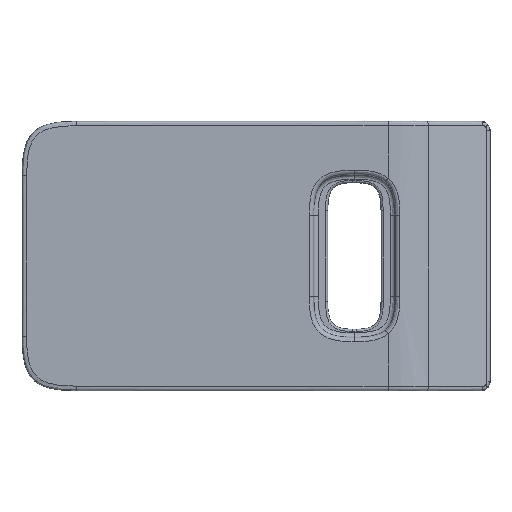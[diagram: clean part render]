
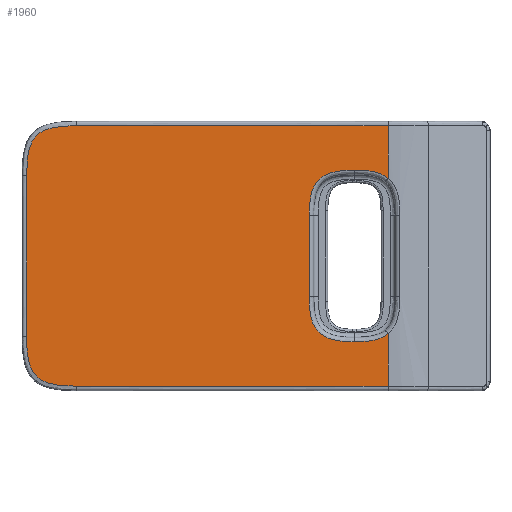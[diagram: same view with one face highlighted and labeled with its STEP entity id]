
A CAD part, top view. The second image highlights one B-rep face of the part: STEP entity #1960.
In plain terms, the highlighted planar face has unit normal (0, 0, 1).
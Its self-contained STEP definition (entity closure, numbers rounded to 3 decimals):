
#38=PLANE('',#2095);
#88=LINE('',#8129,#141);
#90=LINE('',#8146,#143);
#92=LINE('',#8238,#145);
#141=VECTOR('',#2348,10.);
#143=VECTOR('',#2350,10.);
#145=VECTOR('',#2364,10.);
#302=FACE_OUTER_BOUND('',#434,.T.);
#434=EDGE_LOOP('',(#1731,#1732,#1733,#1734,#1735,#1736,#1737,#1738,#1739,
#1740,#1741,#1742));
#649=B_SPLINE_CURVE_WITH_KNOTS('',3,(#7694,#7695,#7696,#7697),
 .UNSPECIFIED.,.F.,.F.,(4,4),(-4.604,-1.156),
 .UNSPECIFIED.);
#652=B_SPLINE_CURVE_WITH_KNOTS('',3,(#7802,#7803,#7804,#7805,#7806,#7807,
#7808,#7809,#7810,#7811,#7812,#7813,#7814),.UNSPECIFIED.,.F.,.F.,(4,1,1,
1,1,1,1,1,1,1,4),(-5.532,-5.4,-5.267,
-5.201,-5.168,-5.134,-5.068,
-5.002,-4.869,-4.736,-4.604),
 .UNSPECIFIED.);
#655=B_SPLINE_CURVE_WITH_KNOTS('',3,(#7865,#7866,#7867,#7868),
 .UNSPECIFIED.,.F.,.F.,(4,4),(-7.312,-5.532),
 .UNSPECIFIED.);
#658=B_SPLINE_CURVE_WITH_KNOTS('',3,(#7973,#7974,#7975,#7976,#7977,#7978,
#7979,#7980,#7981,#7982,#7983,#7984,#7985),.UNSPECIFIED.,.F.,.F.,(4,1,1,
1,1,1,1,1,1,1,4),(-8.241,-8.109,-7.976,
-7.909,-7.876,-7.843,-7.777,
-7.71,-7.578,-7.445,-7.312),
 .UNSPECIFIED.);
#661=B_SPLINE_CURVE_WITH_KNOTS('',3,(#8036,#8037,#8038,#8039),
 .UNSPECIFIED.,.F.,.F.,(4,4),(-11.689,-8.241),
 .UNSPECIFIED.);
#675=B_SPLINE_CURVE_WITH_KNOTS('',3,(#8296,#8297,#8298,#8299,#8300,#8301,
#8302,#8303,#8304),.UNSPECIFIED.,.F.,.F.,(4,1,1,1,1,1,4),(0.,0.119,
0.238,0.358,0.477,0.715,
0.835),.UNSPECIFIED.);
#677=B_SPLINE_CURVE_WITH_KNOTS('',3,(#8339,#8340,#8341,#8342,#8343),
 .UNSPECIFIED.,.F.,.F.,(4,1,4),(0.,0.168,0.391),
 .UNSPECIFIED.);
#679=B_SPLINE_CURVE_WITH_KNOTS('',3,(#8383,#8384,#8385,#8386,#8387),
 .UNSPECIFIED.,.F.,.F.,(4,1,4),(0.,0.168,0.391),
 .UNSPECIFIED.);
#681=B_SPLINE_CURVE_WITH_KNOTS('',3,(#8445,#8446,#8447,#8448,#8449,#8450,
#8451,#8452,#8453),.UNSPECIFIED.,.F.,.F.,(4,1,1,1,1,1,4),(0.,0.238,
0.358,0.477,0.596,0.715,
0.835),.UNSPECIFIED.);
#832=VERTEX_POINT('',#7641);
#834=VERTEX_POINT('',#7686);
#836=VERTEX_POINT('',#7794);
#838=VERTEX_POINT('',#7857);
#840=VERTEX_POINT('',#7965);
#842=VERTEX_POINT('',#8028);
#845=VERTEX_POINT('',#8128);
#848=VERTEX_POINT('',#8139);
#849=VERTEX_POINT('',#8231);
#852=VERTEX_POINT('',#8236);
#854=VERTEX_POINT('',#8294);
#858=VERTEX_POINT('',#8381);
#1104=EDGE_CURVE('',#834,#832,#649,.T.);
#1107=EDGE_CURVE('',#836,#834,#652,.T.);
#1110=EDGE_CURVE('',#838,#836,#655,.T.);
#1113=EDGE_CURVE('',#840,#838,#658,.T.);
#1116=EDGE_CURVE('',#842,#840,#661,.T.);
#1124=EDGE_CURVE('',#832,#845,#88,.T.);
#1128=EDGE_CURVE('',#848,#842,#90,.T.);
#1136=EDGE_CURVE('',#852,#849,#92,.T.);
#1139=EDGE_CURVE('',#854,#852,#675,.T.);
#1142=EDGE_CURVE('',#845,#854,#677,.T.);
#1146=EDGE_CURVE('',#858,#848,#679,.T.);
#1148=EDGE_CURVE('',#849,#858,#681,.T.);
#1731=ORIENTED_EDGE('',*,*,#1116,.F.);
#1732=ORIENTED_EDGE('',*,*,#1128,.F.);
#1733=ORIENTED_EDGE('',*,*,#1146,.F.);
#1734=ORIENTED_EDGE('',*,*,#1148,.F.);
#1735=ORIENTED_EDGE('',*,*,#1136,.F.);
#1736=ORIENTED_EDGE('',*,*,#1139,.F.);
#1737=ORIENTED_EDGE('',*,*,#1142,.F.);
#1738=ORIENTED_EDGE('',*,*,#1124,.F.);
#1739=ORIENTED_EDGE('',*,*,#1104,.F.);
#1740=ORIENTED_EDGE('',*,*,#1107,.F.);
#1741=ORIENTED_EDGE('',*,*,#1110,.F.);
#1742=ORIENTED_EDGE('',*,*,#1113,.F.);
#1960=ADVANCED_FACE('',(#302),#38,.T.);
#2095=AXIS2_PLACEMENT_3D('',#8770,#2396,#2397);
#2348=DIRECTION('',(0.,-1.,0.));
#2350=DIRECTION('',(0.,-1.,0.));
#2364=DIRECTION('',(0.,-1.,0.));
#2396=DIRECTION('center_axis',(0.,0.,1.));
#2397=DIRECTION('ref_axis',(1.,0.,0.));
#7641=CARTESIAN_POINT('',(7.178,4.95,10.3));
#7686=CARTESIAN_POINT('',(-27.3,4.95,10.3));
#7694=CARTESIAN_POINT('Ctrl Pts',(-27.3,4.95,10.3));
#7695=CARTESIAN_POINT('Ctrl Pts',(-15.805,4.95,10.3));
#7696=CARTESIAN_POINT('Ctrl Pts',(-4.315,4.95,10.3));
#7697=CARTESIAN_POINT('Ctrl Pts',(7.178,4.95,10.3));
#7794=CARTESIAN_POINT('',(-32.8,-0.55,10.3));
#7802=CARTESIAN_POINT('Ctrl Pts',(-32.8,-0.55,10.3));
#7803=CARTESIAN_POINT('Ctrl Pts',(-32.8,-0.108,
10.3));
#7804=CARTESIAN_POINT('Ctrl Pts',(-32.775,0.776,10.3));
#7805=CARTESIAN_POINT('Ctrl Pts',(-32.64,1.877,10.3));
#7806=CARTESIAN_POINT('Ctrl Pts',(-32.433,2.626,10.3));
#7807=CARTESIAN_POINT('Ctrl Pts',(-32.267,3.037,10.3));
#7808=CARTESIAN_POINT('Ctrl Pts',(-32.063,3.43,10.3));
#7809=CARTESIAN_POINT('Ctrl Pts',(-31.726,3.876,10.3));
#7810=CARTESIAN_POINT('Ctrl Pts',(-31.011,4.415,10.3));
#7811=CARTESIAN_POINT('Ctrl Pts',(-29.946,4.762,10.3));
#7812=CARTESIAN_POINT('Ctrl Pts',(-28.628,4.926,10.3));
#7813=CARTESIAN_POINT('Ctrl Pts',(-27.742,4.95,10.3));
#7814=CARTESIAN_POINT('Ctrl Pts',(-27.3,4.95,10.3));
#7857=CARTESIAN_POINT('',(-32.8,-18.35,10.3));
#7865=CARTESIAN_POINT('Ctrl Pts',(-32.8,-18.35,10.3));
#7866=CARTESIAN_POINT('Ctrl Pts',(-32.8,-12.416,10.3));
#7867=CARTESIAN_POINT('Ctrl Pts',(-32.8,-6.484,10.3));
#7868=CARTESIAN_POINT('Ctrl Pts',(-32.8,-0.55,10.3));
#7965=CARTESIAN_POINT('',(-27.3,-23.85,10.3));
#7973=CARTESIAN_POINT('Ctrl Pts',(-27.3,-23.85,10.3));
#7974=CARTESIAN_POINT('Ctrl Pts',(-27.742,-23.85,10.3));
#7975=CARTESIAN_POINT('Ctrl Pts',(-28.626,-23.825,10.3));
#7976=CARTESIAN_POINT('Ctrl Pts',(-29.727,-23.69,10.3));
#7977=CARTESIAN_POINT('Ctrl Pts',(-30.476,-23.483,10.3));
#7978=CARTESIAN_POINT('Ctrl Pts',(-30.886,-23.317,10.3));
#7979=CARTESIAN_POINT('Ctrl Pts',(-31.28,-23.113,10.3));
#7980=CARTESIAN_POINT('Ctrl Pts',(-31.726,-22.776,10.3));
#7981=CARTESIAN_POINT('Ctrl Pts',(-32.265,-22.061,10.3));
#7982=CARTESIAN_POINT('Ctrl Pts',(-32.612,-20.996,10.3));
#7983=CARTESIAN_POINT('Ctrl Pts',(-32.776,-19.678,10.3));
#7984=CARTESIAN_POINT('Ctrl Pts',(-32.8,-18.792,10.3));
#7985=CARTESIAN_POINT('Ctrl Pts',(-32.8,-18.35,10.3));
#8028=CARTESIAN_POINT('',(7.178,-23.85,10.3));
#8036=CARTESIAN_POINT('Ctrl Pts',(7.178,-23.85,10.3));
#8037=CARTESIAN_POINT('Ctrl Pts',(-4.315,-23.85,10.3));
#8038=CARTESIAN_POINT('Ctrl Pts',(-15.805,-23.85,10.3));
#8039=CARTESIAN_POINT('Ctrl Pts',(-27.3,-23.85,10.3));
#8128=CARTESIAN_POINT('',(7.178,-0.853,10.3));
#8129=CARTESIAN_POINT('',(7.178,-13.175,10.3));
#8139=CARTESIAN_POINT('',(7.178,-18.047,10.3));
#8146=CARTESIAN_POINT('',(7.178,-13.175,10.3));
#8231=CARTESIAN_POINT('',(-1.55,-13.95,10.3));
#8236=CARTESIAN_POINT('',(-1.55,-4.95,10.3));
#8238=CARTESIAN_POINT('',(-1.55,-13.95,10.3));
#8294=CARTESIAN_POINT('',(3.45,0.05,10.3));
#8296=CARTESIAN_POINT('Ctrl Pts',(3.45,0.05,10.3));
#8297=CARTESIAN_POINT('Ctrl Pts',(3.053,0.05,10.3));
#8298=CARTESIAN_POINT('Ctrl Pts',(2.258,0.026,10.3));
#8299=CARTESIAN_POINT('Ctrl Pts',(1.077,-0.149,10.3));
#8300=CARTESIAN_POINT('Ctrl Pts',(-0.053,-0.58,
10.3));
#8301=CARTESIAN_POINT('Ctrl Pts',(-1.204,-1.746,10.3));
#8302=CARTESIAN_POINT('Ctrl Pts',(-1.509,-3.378,10.3));
#8303=CARTESIAN_POINT('Ctrl Pts',(-1.55,-4.553,10.3));
#8304=CARTESIAN_POINT('Ctrl Pts',(-1.55,-4.95,10.3));
#8339=CARTESIAN_POINT('Ctrl Pts',(7.178,-0.853,10.3));
#8340=CARTESIAN_POINT('Ctrl Pts',(6.747,-0.496,10.3));
#8341=CARTESIAN_POINT('Ctrl Pts',(5.507,-0.007,
10.3));
#8342=CARTESIAN_POINT('Ctrl Pts',(4.195,0.05,10.3));
#8343=CARTESIAN_POINT('Ctrl Pts',(3.45,0.05,10.3));
#8381=CARTESIAN_POINT('',(3.45,-18.95,10.3));
#8383=CARTESIAN_POINT('Ctrl Pts',(3.45,-18.95,10.3));
#8384=CARTESIAN_POINT('Ctrl Pts',(4.009,-18.95,10.3));
#8385=CARTESIAN_POINT('Ctrl Pts',(5.305,-18.902,10.3));
#8386=CARTESIAN_POINT('Ctrl Pts',(6.604,-18.522,10.3));
#8387=CARTESIAN_POINT('Ctrl Pts',(7.178,-18.047,10.3));
#8445=CARTESIAN_POINT('Ctrl Pts',(-1.55,-13.95,10.3));
#8446=CARTESIAN_POINT('Ctrl Pts',(-1.55,-14.745,10.3));
#8447=CARTESIAN_POINT('Ctrl Pts',(-1.497,-15.948,10.3));
#8448=CARTESIAN_POINT('Ctrl Pts',(-0.921,-17.453,
10.3));
#8449=CARTESIAN_POINT('Ctrl Pts',(-0.053,-18.316,
10.3));
#8450=CARTESIAN_POINT('Ctrl Pts',(1.075,-18.753,10.3));
#8451=CARTESIAN_POINT('Ctrl Pts',(2.257,-18.925,10.3));
#8452=CARTESIAN_POINT('Ctrl Pts',(3.053,-18.95,10.3));
#8453=CARTESIAN_POINT('Ctrl Pts',(3.45,-18.95,10.3));
#8770=CARTESIAN_POINT('Origin',(-7.425,-9.45,10.3));
